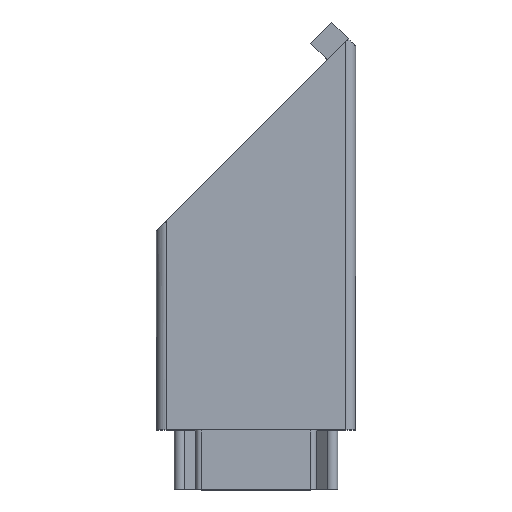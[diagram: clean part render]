
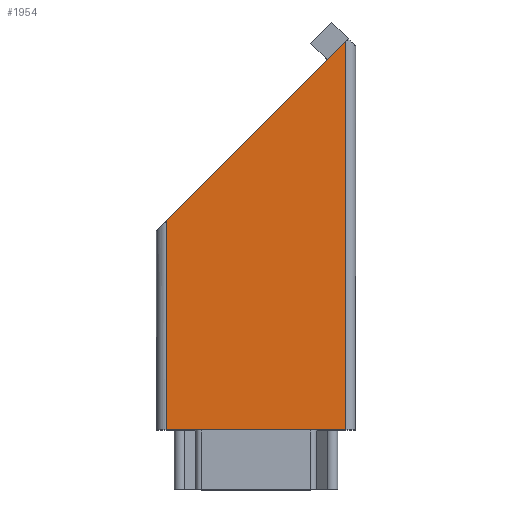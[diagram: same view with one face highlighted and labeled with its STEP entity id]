
A CAD part, top view. The second image highlights one B-rep face of the part: STEP entity #1954.
In plain terms, the highlighted planar face has unit normal (0, 0, 1).
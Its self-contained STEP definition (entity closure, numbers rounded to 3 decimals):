
#16 = CARTESIAN_POINT ( 'NONE',  ( 4.5, -10., 10. ) ) ;
#97 = CARTESIAN_POINT ( 'NONE',  ( -4.5, -10., 10. ) ) ;
#200 = ORIENTED_EDGE ( 'NONE', *, *, #411, .F. ) ;
#219 = CARTESIAN_POINT ( 'NONE',  ( -4.5, 0.5, 10. ) ) ;
#232 = VERTEX_POINT ( 'NONE', #219 ) ;
#270 = CARTESIAN_POINT ( 'NONE',  ( 4.5, 9.293, 10. ) ) ;
#328 = PLANE ( 'NONE',  #1446 ) ;
#402 = CARTESIAN_POINT ( 'NONE',  ( -5., -10., 10. ) ) ;
#403 = LINE ( 'NONE', #425, #546 ) ;
#411 = EDGE_CURVE ( 'NONE', #1201, #512, #860, .T. ) ;
#425 = CARTESIAN_POINT ( 'NONE',  ( -4.5, -10., 10. ) ) ;
#427 = EDGE_LOOP ( 'NONE', ( #1524, #1013, #200, #1334 ) ) ;
#462 = CARTESIAN_POINT ( 'NONE',  ( 0., 0., 10. ) ) ;
#512 = VERTEX_POINT ( 'NONE', #97 ) ;
#546 = VECTOR ( 'NONE', #581, 1000. ) ;
#581 = DIRECTION ( 'NONE',  ( 0., -1., 0. ) ) ;
#598 = LINE ( 'NONE', #1823, #1050 ) ;
#600 = EDGE_CURVE ( 'NONE', #232, #1838, #598, .T. ) ;
#780 = VECTOR ( 'NONE', #1754, 1000. ) ;
#860 = LINE ( 'NONE', #402, #780 ) ;
#1013 = ORIENTED_EDGE ( 'NONE', *, *, #1822, .T. ) ;
#1050 = VECTOR ( 'NONE', #1063, 1000. ) ;
#1063 = DIRECTION ( 'NONE',  ( 0.707, 0.707, 0. ) ) ;
#1090 = FACE_OUTER_BOUND ( 'NONE', #427, .T. ) ;
#1132 = VECTOR ( 'NONE', #1913, 1000. ) ;
#1201 = VERTEX_POINT ( 'NONE', #16 ) ;
#1334 = ORIENTED_EDGE ( 'NONE', *, *, #1886, .T. ) ;
#1341 = LINE ( 'NONE', #270, #1132 ) ;
#1446 = AXIS2_PLACEMENT_3D ( 'NONE', #462, #1559, #1703 ) ;
#1524 = ORIENTED_EDGE ( 'NONE', *, *, #600, .F. ) ;
#1559 = DIRECTION ( 'NONE',  ( 0., 0., 1. ) ) ;
#1703 = DIRECTION ( 'NONE',  ( 1., 0., 0. ) ) ;
#1754 = DIRECTION ( 'NONE',  ( -1., 0., 0. ) ) ;
#1822 = EDGE_CURVE ( 'NONE', #232, #512, #403, .T. ) ;
#1823 = CARTESIAN_POINT ( 'NONE',  ( -5., 0., 10. ) ) ;
#1838 = VERTEX_POINT ( 'NONE', #1922 ) ;
#1886 = EDGE_CURVE ( 'NONE', #1201, #1838, #1341, .T. ) ;
#1913 = DIRECTION ( 'NONE',  ( 0., 1., 0. ) ) ;
#1922 = CARTESIAN_POINT ( 'NONE',  ( 4.5, 9.5, 10. ) ) ;
#1954 = ADVANCED_FACE ( 'NONE', ( #1090 ), #328, .T. ) ;
